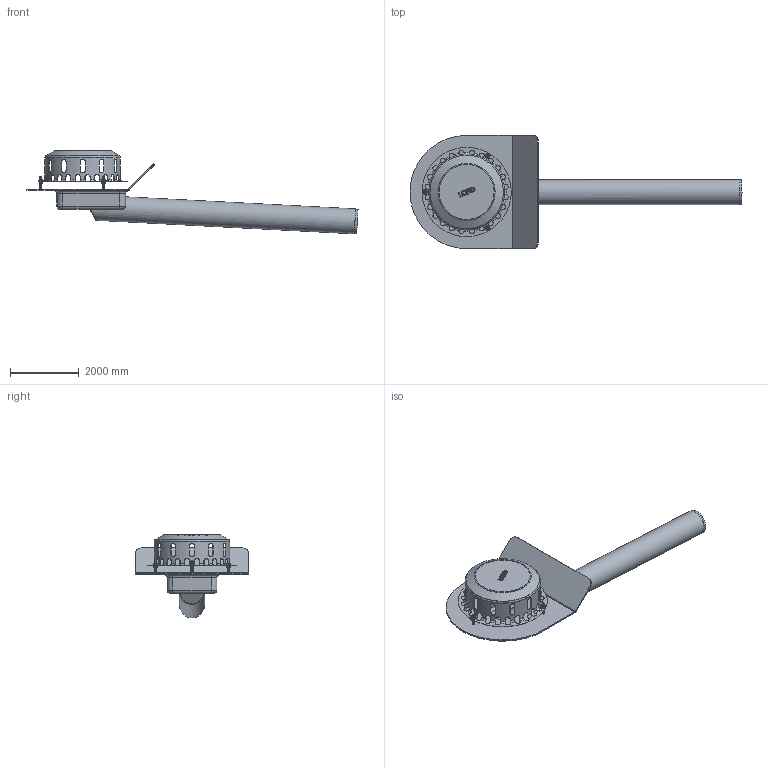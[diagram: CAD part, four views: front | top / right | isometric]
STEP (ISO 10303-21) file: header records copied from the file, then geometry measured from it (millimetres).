
FILE_DESCRIPTION(/* description */ (''),/* implementation_level */ '2;1');
FILE_NAME(/* name */ '01374.070X_3D.stp',/* time_stamp */ '2025-03-12T08:19:29+01:00',/* author */ ('c.rudolph'),/* organization */ (''),/* preprocessor_version */ 'ST-DEVELOPER v20',/* originating_system */ 'AutoCAD Mechanical',/* authorisation */ '');
FILE_SCHEMA (('AUTOMOTIVE_DESIGN { 1 0 10303 214 3 1 1 }'));
Length unit declared in the file: centimetre
Products named in the file (6): Product; *S0; *U2; *U1; *U4; *U3
Assembly tree (9 placements, depth 3):
  Product
    *S0
    *U2
      *U1  x3
    *U4
      *U3  x3
Bounding box: 9669.13 x 3300 x 2439.15 mm (x, y, z)
Volume: 813030063.6 mm3; surface area: 85402596.4 mm2
Topology: 13 solids, 13 shells, 749 faces, 2005 edges, 1240 vertices
Faces by surface type: cone 269, plane 203, cylinder 171, torus 96, bspline 7, sphere 3
Full cylindrical faces by diameter (mm): 49.17 x6, 80 x3, 105 x2, 706 x1, 730 x1, 1220 x1, 2180 x1, 2200 x1, 2600 x1
Entity records: 23076 total; most frequent: CARTESIAN_POINT 9251, ORIENTED_EDGE 3034, DIRECTION 2774, EDGE_CURVE 1517, AXIS2_PLACEMENT_3D 1066, VERTEX_POINT 960, LINE 642, VECTOR 642
